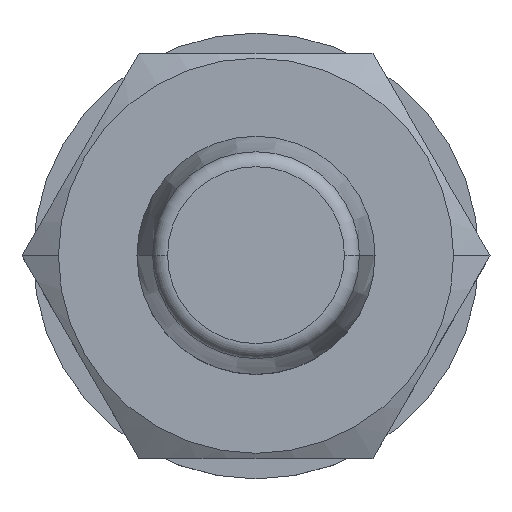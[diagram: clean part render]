
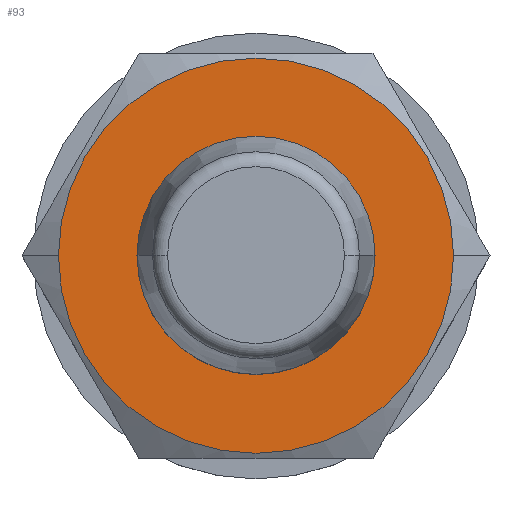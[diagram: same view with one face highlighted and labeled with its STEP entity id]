
A CAD part, top view. The second image highlights one B-rep face of the part: STEP entity #93.
In plain terms, the highlighted planar face has unit normal (0, 0, 1).
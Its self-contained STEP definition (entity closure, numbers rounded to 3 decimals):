
#42=FACE_BOUND('',#563,.T.);
#47=CIRCLE('',#1033,3.9);
#48=CIRCLE('',#1034,3.9);
#49=CIRCLE('',#1035,2.3);
#50=CIRCLE('',#1036,2.3);
#93=ADVANCED_FACE('7',(#147,#42),#134,.T.);
#134=PLANE('',#1037);
#147=FACE_OUTER_BOUND('',#562,.T.);
#266=ORIENTED_EDGE('',*,*,#428,.F.);
#267=ORIENTED_EDGE('',*,*,#429,.F.);
#268=ORIENTED_EDGE('',*,*,#430,.T.);
#269=ORIENTED_EDGE('',*,*,#431,.T.);
#428=EDGE_CURVE('61',#518,#519,#47,.T.);
#429=EDGE_CURVE('60',#519,#518,#48,.T.);
#430=EDGE_CURVE('66',#520,#521,#49,.T.);
#431=EDGE_CURVE('67',#521,#520,#50,.T.);
#518=VERTEX_POINT('43',#689);
#519=VERTEX_POINT('19',#690);
#520=VERTEX_POINT('20',#693);
#521=VERTEX_POINT('45',#694);
#562=EDGE_LOOP('',(#266,#267));
#563=EDGE_LOOP('',(#268,#269));
#689=CARTESIAN_POINT('',(3.9,0.,7.));
#690=CARTESIAN_POINT('',(-3.9,0.,7.));
#691=CARTESIAN_POINT('',(0.,0.,7.));
#692=CARTESIAN_POINT('',(0.,0.,7.));
#693=CARTESIAN_POINT('',(2.3,0.,7.));
#694=CARTESIAN_POINT('',(-2.3,0.,7.));
#695=CARTESIAN_POINT('',(0.,0.,7.));
#696=CARTESIAN_POINT('',(0.,0.,7.));
#697=CARTESIAN_POINT('',(-4.4,-4.4,7.));
#852=DIRECTION('',(1.,0.,0.));
#853=DIRECTION('',(0.,0.,-1.));
#854=DIRECTION('',(-1.,0.,0.));
#855=DIRECTION('',(0.,0.,-1.));
#856=DIRECTION('',(1.,0.,0.));
#857=DIRECTION('',(0.,0.,-1.));
#858=DIRECTION('',(-1.,0.,0.));
#859=DIRECTION('',(0.,0.,-1.));
#860=DIRECTION('',(1.,0.,0.));
#861=DIRECTION('',(0.,0.,1.));
#1033=AXIS2_PLACEMENT_3D('',#691,#853,#852);
#1034=AXIS2_PLACEMENT_3D('',#692,#855,#854);
#1035=AXIS2_PLACEMENT_3D('',#695,#857,#856);
#1036=AXIS2_PLACEMENT_3D('',#696,#859,#858);
#1037=AXIS2_PLACEMENT_3D('',#697,#861,#860);
